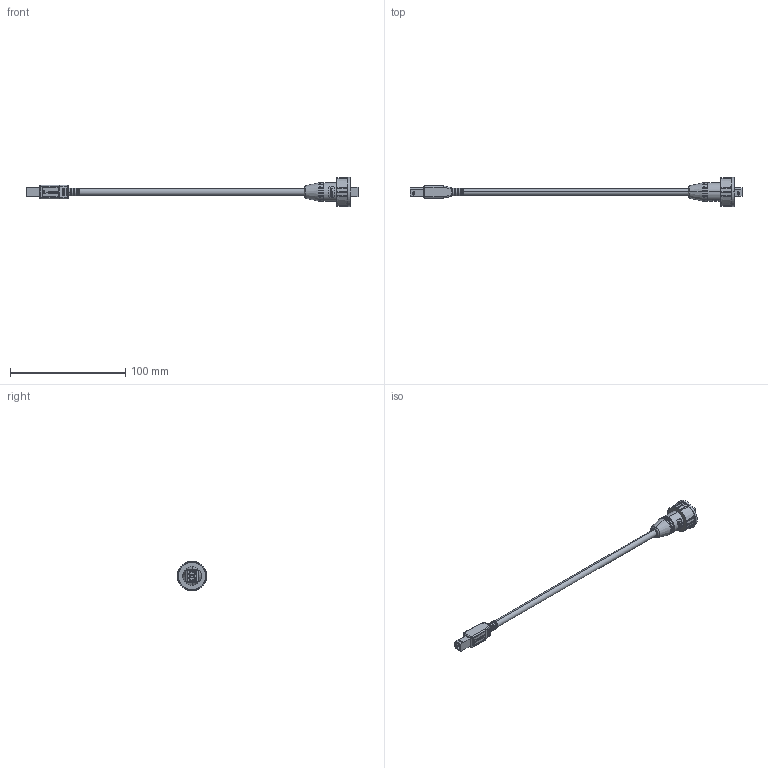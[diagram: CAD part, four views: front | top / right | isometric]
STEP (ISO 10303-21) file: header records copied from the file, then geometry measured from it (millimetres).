
FILE_DESCRIPTION (( 'STEP AP214' ), '1' );
FILE_NAME ('WPUSBBB.STEP', '2009-03-09T20:34:35', ( ' ' ), ( ' ' ), 'SwSTEP 2.0', 'SolidWorks 2008', '' );
FILE_SCHEMA (( 'AUTOMOTIVE_DESIGN' ));
Length unit declared in the file: inch
Products named in the file (7): CSM94X-1M-MA1_8" LONG; MTN-063; 3AB06-003; WP USB B M; 3AB06-002; WPUSBBB
Assembly tree (7 placements, depth 3):
  WPUSBBB
    3AB06-003
      3AB06-002
      MTN-063
    CSM94X-1M-MA1_8" LONG
    WP USB B M
      WP USB B M
      3AB06-002
Bounding box: 287.93 x 25.4 x 25.4 mm (x, y, z)
Volume: 9458.4 mm3; surface area: 11303.1 mm2
Topology: 4 solids, 6 shells, 886 faces, 2288 edges, 1456 vertices
Faces by surface type: plane 377, cylinder 194, bspline 175, torus 71, cone 59, sphere 10
Entity records: 30845 total; most frequent: CARTESIAN_POINT 10835, ORIENTED_EDGE 3904, DIRECTION 3315, EDGE_CURVE 1954, VERTEX_POINT 1240, AXIS2_PLACEMENT_3D 1206, VECTOR 903, LINE 903
